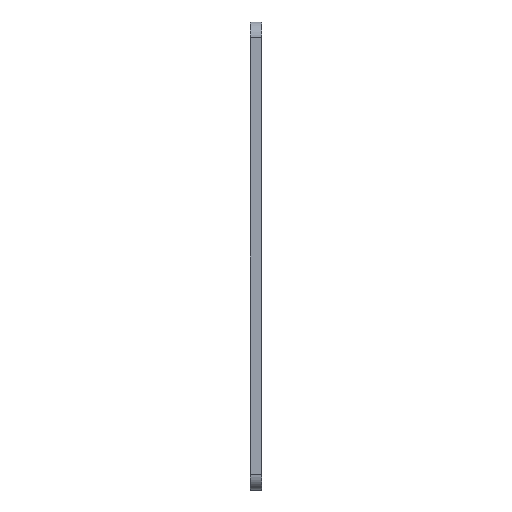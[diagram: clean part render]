
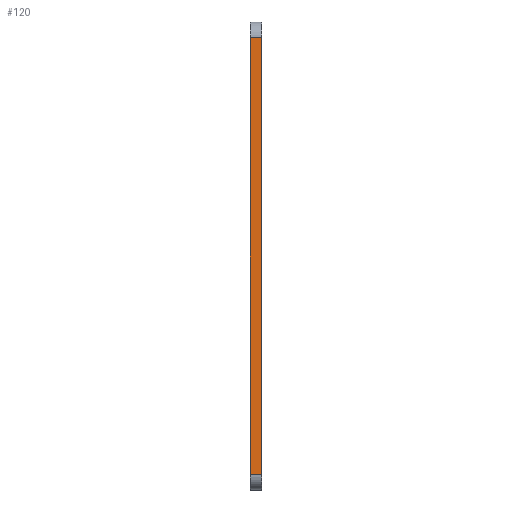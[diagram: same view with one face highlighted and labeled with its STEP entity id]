
A CAD part, left-side view. The second image highlights one B-rep face of the part: STEP entity #120.
In plain terms, the highlighted planar face has unit normal (-1, 0, 0).
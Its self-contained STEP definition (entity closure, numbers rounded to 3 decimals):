
#23 = EDGE_CURVE ( 'NONE', #222, #440, #251, .T. ) ;
#41 = PLANE ( 'NONE',  #236 ) ;
#49 = DIRECTION ( 'NONE',  ( 0., 0., 1. ) ) ;
#52 = ORIENTED_EDGE ( 'NONE', *, *, #516, .T. ) ;
#66 = VECTOR ( 'NONE', #95, 1000. ) ;
#95 = DIRECTION ( 'NONE',  ( 0., -1., 0. ) ) ;
#120 = ADVANCED_FACE ( 'NONE', ( #483 ), #41, .T. ) ;
#169 = ORIENTED_EDGE ( 'NONE', *, *, #426, .T. ) ;
#187 = DIRECTION ( 'NONE',  ( -1., 0., 0. ) ) ;
#191 = DIRECTION ( 'NONE',  ( 0., 1., 0. ) ) ;
#222 = VERTEX_POINT ( 'NONE', #371 ) ;
#236 = AXIS2_PLACEMENT_3D ( 'NONE', #290, #187, #546 ) ;
#239 = VECTOR ( 'NONE', #49, 1000. ) ;
#251 = LINE ( 'NONE', #316, #360 ) ;
#256 = LINE ( 'NONE', #842, #800 ) ;
#259 = VERTEX_POINT ( 'NONE', #519 ) ;
#290 = CARTESIAN_POINT ( 'NONE',  ( -7., 0., -7. ) ) ;
#316 = CARTESIAN_POINT ( 'NONE',  ( -7., 1.5, -7. ) ) ;
#360 = VECTOR ( 'NONE', #776, 1000. ) ;
#371 = CARTESIAN_POINT ( 'NONE',  ( -7., 1.5, -5. ) ) ;
#401 = EDGE_CURVE ( 'NONE', #259, #755, #778, .T. ) ;
#426 = EDGE_CURVE ( 'NONE', #755, #440, #256, .T. ) ;
#437 = CARTESIAN_POINT ( 'NONE',  ( -7., 0., -5. ) ) ;
#440 = VERTEX_POINT ( 'NONE', #722 ) ;
#446 = ORIENTED_EDGE ( 'NONE', *, *, #401, .T. ) ;
#483 = FACE_OUTER_BOUND ( 'NONE', #680, .T. ) ;
#516 = EDGE_CURVE ( 'NONE', #222, #259, #624, .T. ) ;
#519 = CARTESIAN_POINT ( 'NONE',  ( -7., 0., -5. ) ) ;
#546 = DIRECTION ( 'NONE',  ( 0., 0., 1. ) ) ;
#624 = LINE ( 'NONE', #437, #66 ) ;
#645 = CARTESIAN_POINT ( 'NONE',  ( -7., 0., -7. ) ) ;
#680 = EDGE_LOOP ( 'NONE', ( #847, #52, #446, #169 ) ) ;
#722 = CARTESIAN_POINT ( 'NONE',  ( -7., 1.5, 50. ) ) ;
#755 = VERTEX_POINT ( 'NONE', #811 ) ;
#776 = DIRECTION ( 'NONE',  ( 0., 0., 1. ) ) ;
#778 = LINE ( 'NONE', #645, #239 ) ;
#800 = VECTOR ( 'NONE', #191, 1000. ) ;
#811 = CARTESIAN_POINT ( 'NONE',  ( -7., 0., 50. ) ) ;
#842 = CARTESIAN_POINT ( 'NONE',  ( -7., 0., 50. ) ) ;
#847 = ORIENTED_EDGE ( 'NONE', *, *, #23, .F. ) ;
